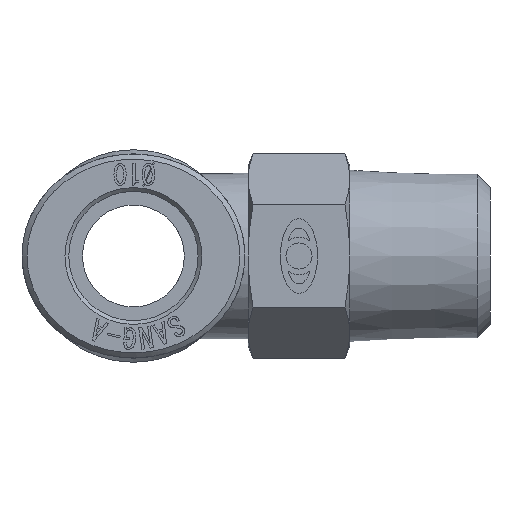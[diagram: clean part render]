
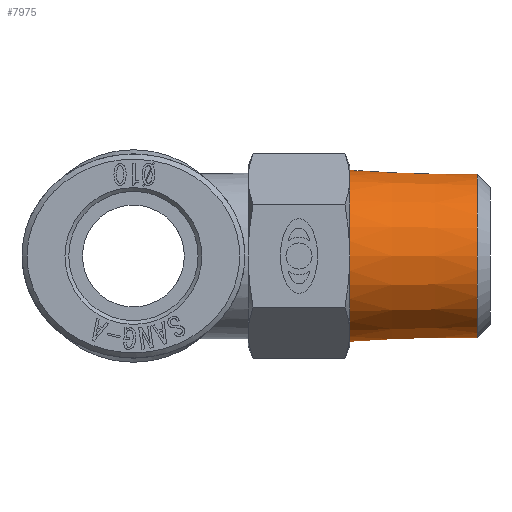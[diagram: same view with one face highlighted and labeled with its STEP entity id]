
A CAD part, left-side view. The second image highlights one B-rep face of the part: STEP entity #7975.
In plain terms, the highlighted conical face has half-angle 1.791 degrees and reference radius 6.562 mm.
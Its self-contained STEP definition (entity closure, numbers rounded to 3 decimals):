
#7924=CARTESIAN_POINT('',(-6.422,-18.,0.));
#7925=VERTEX_POINT('',#7924);
#7926=CARTESIAN_POINT('',(0.0,-18.,0.));
#7927=DIRECTION('',(0.0,-1.0,0.0));
#7928=DIRECTION('',(1.0,0.0,0.0));
#7929=AXIS2_PLACEMENT_3D('',#7926,#7927,#7928);
#7930=CIRCLE('',#7929,6.422);
#7931=EDGE_CURVE('',#7925,#7925,#7930,.T.);
#7956=CARTESIAN_POINT('',(0.0,-13.5,0.0));
#7957=DIRECTION('',(0.0,1.0,0.0));
#7958=DIRECTION('',(-1.0,0.0,0.0));
#7959=AXIS2_PLACEMENT_3D('',#7956,#7957,#7958);
#7960=CONICAL_SURFACE('',#7959,6.563,1.791);
#7961=CARTESIAN_POINT('',(-6.735,-8.,0.0));
#7962=VERTEX_POINT('',#7961);
#7963=CARTESIAN_POINT('',(0.0,-8.,0.0));
#7964=DIRECTION('',(0.0,1.0,0.0));
#7965=DIRECTION('',(-1.0,0.0,0.0));
#7966=AXIS2_PLACEMENT_3D('',#7963,#7964,#7965);
#7967=CIRCLE('',#7966,6.735);
#7968=EDGE_CURVE('',#7962,#7962,#7967,.T.);
#7969=ORIENTED_EDGE('',*,*,#7968,.F.);
#7970=EDGE_LOOP('',(#7969));
#7971=FACE_OUTER_BOUND('',#7970,.T.);
#7972=ORIENTED_EDGE('',*,*,#7931,.F.);
#7973=EDGE_LOOP('',(#7972));
#7974=FACE_BOUND('',#7973,.T.);
#7975=ADVANCED_FACE('',(#7971,#7974),#7960,.T.);
